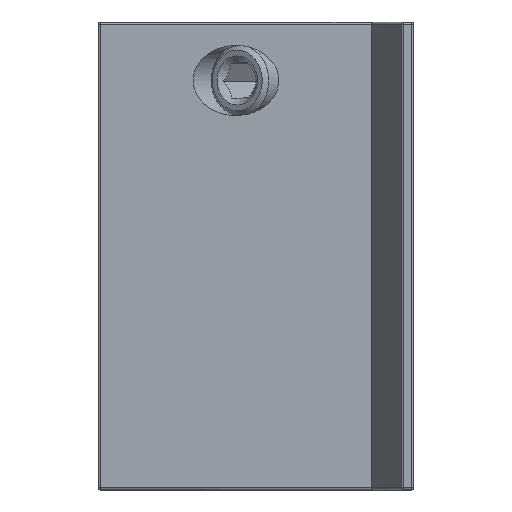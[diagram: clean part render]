
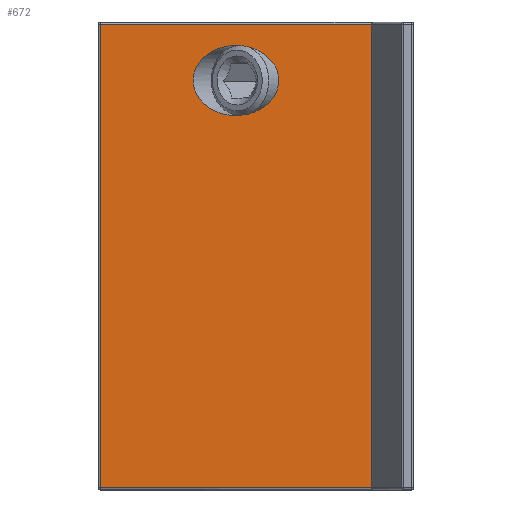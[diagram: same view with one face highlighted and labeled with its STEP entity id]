
A CAD part, left-side view. The second image highlights one B-rep face of the part: STEP entity #672.
In plain terms, the highlighted planar face has unit normal (-1, 0, 0).
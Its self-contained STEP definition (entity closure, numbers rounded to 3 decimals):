
#66=CARTESIAN_POINT('',(0.,7.081,18.937));
#67=VERTEX_POINT('',#66);
#68=CARTESIAN_POINT('',(0.,7.081,16.063));
#69=VERTEX_POINT('',#68);
#70=CARTESIAN_POINT('',(0.,7.608,17.5));
#71=DIRECTION('',(1.0,0.0,0.0));
#72=DIRECTION('',(0.0,-1.0,0.0));
#73=AXIS2_PLACEMENT_3D('',#70,#71,#72);
#74=ELLIPSE('',#73,1.831,1.5);
#75=EDGE_CURVE('',#67,#69,#74,.T.);
#619=CARTESIAN_POINT('',(0.,7.608,17.5));
#620=DIRECTION('',(1.0,0.0,0.0));
#621=DIRECTION('',(0.0,-1.0,0.0));
#622=AXIS2_PLACEMENT_3D('',#619,#620,#621);
#623=ELLIPSE('',#622,1.831,1.5);
#624=EDGE_CURVE('',#69,#67,#623,.T.);
#629=CARTESIAN_POINT('',(0.,1.8,0.0));
#630=DIRECTION('',(-1.0,0.0,0.0));
#631=DIRECTION('',(0.0,0.0,1.0));
#632=AXIS2_PLACEMENT_3D('',#629,#630,#631);
#633=PLANE('',#632);
#634=CARTESIAN_POINT('',(0.,1.8,0.1));
#635=VERTEX_POINT('',#634);
#636=CARTESIAN_POINT('',(0.,13.4,0.1));
#637=VERTEX_POINT('',#636);
#638=CARTESIAN_POINT('',(0.,1.8,0.1));
#639=DIRECTION('',(0.0,1.0,0.0));
#640=VECTOR('',#639,11.6);
#641=LINE('',#638,#640);
#642=EDGE_CURVE('',#635,#637,#641,.T.);
#643=ORIENTED_EDGE('',*,*,#642,.F.);
#644=CARTESIAN_POINT('',(0.,1.8,19.9));
#645=VERTEX_POINT('',#644);
#646=CARTESIAN_POINT('',(0.,1.8,0.1));
#647=DIRECTION('',(0.0,0.0,1.0));
#648=VECTOR('',#647,19.8);
#649=LINE('',#646,#648);
#650=EDGE_CURVE('',#635,#645,#649,.T.);
#651=ORIENTED_EDGE('',*,*,#650,.T.);
#652=CARTESIAN_POINT('',(0.,13.4,19.9));
#653=VERTEX_POINT('',#652);
#654=CARTESIAN_POINT('',(0.,13.4,19.9));
#655=DIRECTION('',(0.0,-1.0,0.0));
#656=VECTOR('',#655,11.6);
#657=LINE('',#654,#656);
#658=EDGE_CURVE('',#653,#645,#657,.T.);
#659=ORIENTED_EDGE('',*,*,#658,.F.);
#660=CARTESIAN_POINT('',(0.,13.4,0.1));
#661=DIRECTION('',(0.0,0.0,1.0));
#662=VECTOR('',#661,19.8);
#663=LINE('',#660,#662);
#664=EDGE_CURVE('',#637,#653,#663,.T.);
#665=ORIENTED_EDGE('',*,*,#664,.F.);
#666=EDGE_LOOP('',(#643,#651,#659,#665));
#667=FACE_OUTER_BOUND('',#666,.T.);
#668=ORIENTED_EDGE('',*,*,#624,.T.);
#669=ORIENTED_EDGE('',*,*,#75,.T.);
#670=EDGE_LOOP('',(#668,#669));
#671=FACE_BOUND('',#670,.T.);
#672=ADVANCED_FACE('',(#667,#671),#633,.T.);
